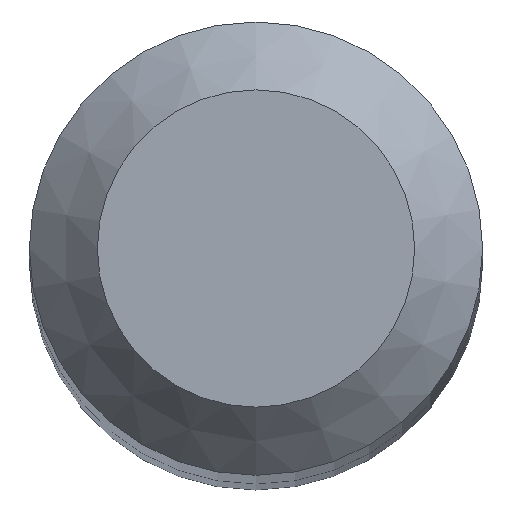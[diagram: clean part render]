
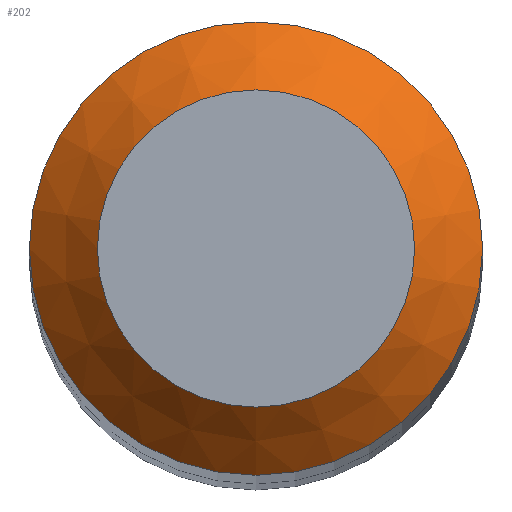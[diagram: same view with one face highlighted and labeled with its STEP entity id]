
A CAD part, top view. The second image highlights one B-rep face of the part: STEP entity #202.
In plain terms, the highlighted conical face has half-angle 45 degrees and reference radius 0.7 mm.
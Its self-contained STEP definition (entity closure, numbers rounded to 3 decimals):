
#9 = AXIS2_PLACEMENT_3D ( 'NONE', #136, #25, #197 ) ;
#11 = ORIENTED_EDGE ( 'NONE', *, *, #130, .T. ) ;
#20 = EDGE_LOOP ( 'NONE', ( #11 ) ) ;
#23 = FACE_BOUND ( 'NONE', #20, .T. ) ;
#25 = DIRECTION ( 'NONE',  ( 0., 0., -1. ) ) ;
#26 = CARTESIAN_POINT ( 'NONE',  ( 0., 0.7, 38. ) ) ;
#27 = AXIS2_PLACEMENT_3D ( 'NONE', #167, #63, #106 ) ;
#37 = EDGE_LOOP ( 'NONE', ( #177 ) ) ;
#63 = DIRECTION ( 'NONE',  ( 0., 0., -1. ) ) ;
#79 = CARTESIAN_POINT ( 'NONE',  ( 0., 1., 37.7 ) ) ;
#84 = VERTEX_POINT ( 'NONE', #26 ) ;
#90 = EDGE_CURVE ( 'NONE', #101, #101, #194, .T. ) ;
#101 = VERTEX_POINT ( 'NONE', #79 ) ;
#106 = DIRECTION ( 'NONE',  ( 0., 1., 0. ) ) ;
#111 = DIRECTION ( 'NONE',  ( 0., 1., 0. ) ) ;
#115 = CONICAL_SURFACE ( 'NONE', #27, 0.7, 0.785 ) ;
#116 = CARTESIAN_POINT ( 'NONE',  ( 0., 0., 38. ) ) ;
#117 = FACE_OUTER_BOUND ( 'NONE', #37, .T. ) ;
#126 = CIRCLE ( 'NONE', #161, 0.7 ) ;
#130 = EDGE_CURVE ( 'NONE', #84, #84, #126, .T. ) ;
#136 = CARTESIAN_POINT ( 'NONE',  ( 0., 0., 37.7 ) ) ;
#161 = AXIS2_PLACEMENT_3D ( 'NONE', #116, #201, #111 ) ;
#167 = CARTESIAN_POINT ( 'NONE',  ( 0., 0., 38. ) ) ;
#177 = ORIENTED_EDGE ( 'NONE', *, *, #90, .F. ) ;
#194 = CIRCLE ( 'NONE', #9, 1. ) ;
#197 = DIRECTION ( 'NONE',  ( 0., 1., 0. ) ) ;
#201 = DIRECTION ( 'NONE',  ( 0., 0., -1. ) ) ;
#202 = ADVANCED_FACE ( 'NONE', ( #117, #23 ), #115, .T. ) ;
